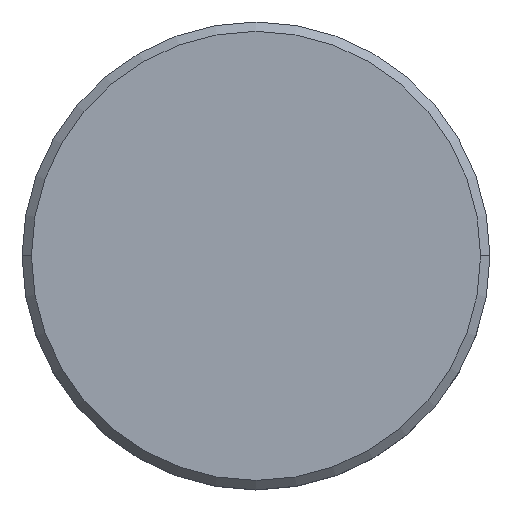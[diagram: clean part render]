
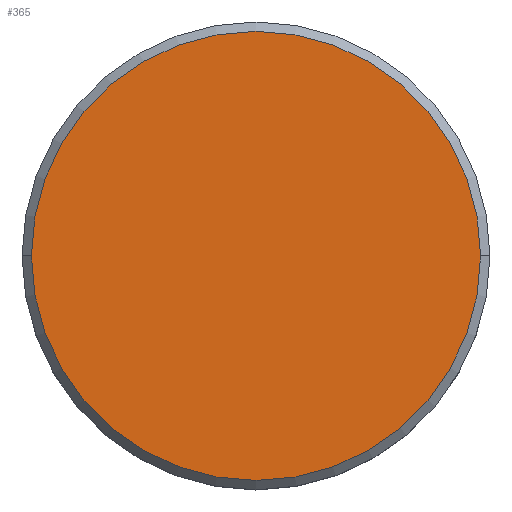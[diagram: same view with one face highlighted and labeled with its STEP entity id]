
A CAD part, top view. The second image highlights one B-rep face of the part: STEP entity #365.
In plain terms, the highlighted planar face has unit normal (0, 0, 1).
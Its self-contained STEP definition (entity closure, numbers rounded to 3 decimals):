
#39 = DIRECTION ( 'NONE',  ( 1., 0., 0. ) ) ;
#116 = AXIS2_PLACEMENT_3D ( 'NONE', #203, #462, #374 ) ;
#120 = VERTEX_POINT ( 'NONE', #864 ) ;
#121 = FACE_OUTER_BOUND ( 'NONE', #935, .T. ) ;
#203 = CARTESIAN_POINT ( 'NONE',  ( 0., 0., 0. ) ) ;
#242 = CIRCLE ( 'NONE', #116, 12. ) ;
#319 = CARTESIAN_POINT ( 'NONE',  ( 0., 0., 0. ) ) ;
#365 = ADVANCED_FACE ( 'NONE', ( #121 ), #748, .T. ) ;
#374 = DIRECTION ( 'NONE',  ( 1., 0., 0. ) ) ;
#376 = ORIENTED_EDGE ( 'NONE', *, *, #1034, .T. ) ;
#462 = DIRECTION ( 'NONE',  ( 0., 0., 1. ) ) ;
#493 = ORIENTED_EDGE ( 'NONE', *, *, #686, .T. ) ;
#546 = DIRECTION ( 'NONE',  ( 0., 0., 1. ) ) ;
#661 = CIRCLE ( 'NONE', #966, 12. ) ;
#686 = EDGE_CURVE ( 'NONE', #120, #731, #242, .T. ) ;
#731 = VERTEX_POINT ( 'NONE', #938 ) ;
#748 = PLANE ( 'NONE',  #1047 ) ;
#864 = CARTESIAN_POINT ( 'NONE',  ( 12., 0., 0. ) ) ;
#935 = EDGE_LOOP ( 'NONE', ( #376, #493 ) ) ;
#938 = CARTESIAN_POINT ( 'NONE',  ( -12., 0., 0. ) ) ;
#966 = AXIS2_PLACEMENT_3D ( 'NONE', #319, #1132, #39 ) ;
#1022 = DIRECTION ( 'NONE',  ( 1., 0., 0. ) ) ;
#1031 = CARTESIAN_POINT ( 'NONE',  ( 0., 0., 0. ) ) ;
#1034 = EDGE_CURVE ( 'NONE', #731, #120, #661, .T. ) ;
#1047 = AXIS2_PLACEMENT_3D ( 'NONE', #1031, #546, #1022 ) ;
#1132 = DIRECTION ( 'NONE',  ( 0., 0., 1. ) ) ;
